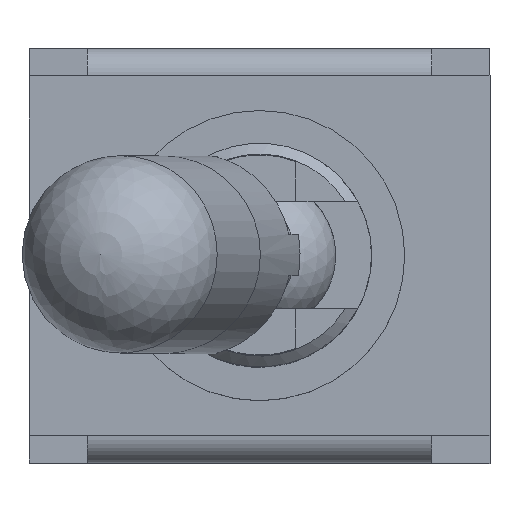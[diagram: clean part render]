
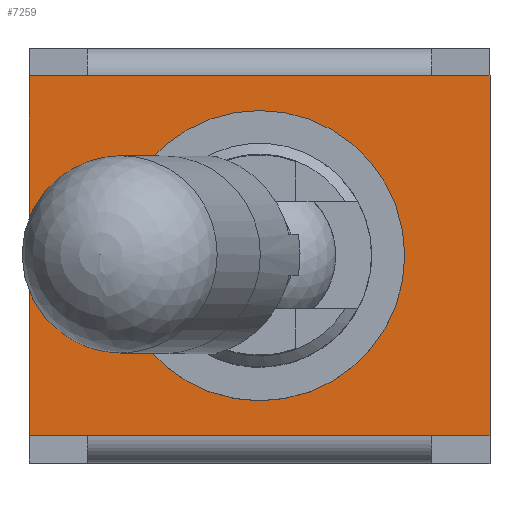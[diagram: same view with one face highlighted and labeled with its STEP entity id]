
A CAD part, top view. The second image highlights one B-rep face of the part: STEP entity #7259.
In plain terms, the highlighted planar face has unit normal (0, 0, 1).
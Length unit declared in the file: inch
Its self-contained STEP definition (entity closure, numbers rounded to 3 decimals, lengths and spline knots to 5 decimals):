
#30=FACE_BOUND('',#2784,.T.);
#225=PLANE('',#7885);
#804=LINE('',#11658,#1626);
#805=LINE('',#11660,#1627);
#806=LINE('',#11662,#1628);
#807=LINE('',#11664,#1629);
#808=LINE('',#11666,#1630);
#809=LINE('',#11668,#1631);
#810=LINE('',#11670,#1632);
#811=LINE('',#11671,#1633);
#1626=VECTOR('',#9330,0.3937);
#1627=VECTOR('',#9331,0.3937);
#1628=VECTOR('',#9332,0.3937);
#1629=VECTOR('',#9333,0.3937);
#1630=VECTOR('',#9334,0.3937);
#1631=VECTOR('',#9335,0.3937);
#1632=VECTOR('',#9336,0.3937);
#1633=VECTOR('',#9337,0.3937);
#2367=FACE_OUTER_BOUND('',#2783,.T.);
#2783=EDGE_LOOP('',(#6039,#6040,#6041,#6042,#6043,#6044,#6045,#6046));
#2784=EDGE_LOOP('',(#6047));
#3117=CIRCLE('',#7884,0.15748);
#3522=VERTEX_POINT('',#11652);
#3523=VERTEX_POINT('',#11656);
#3524=VERTEX_POINT('',#11657);
#3525=VERTEX_POINT('',#11659);
#3526=VERTEX_POINT('',#11661);
#3527=VERTEX_POINT('',#11663);
#3528=VERTEX_POINT('',#11665);
#3529=VERTEX_POINT('',#11667);
#3530=VERTEX_POINT('',#11669);
#4417=EDGE_CURVE('',#3522,#3522,#3117,.T.);
#4419=EDGE_CURVE('',#3523,#3524,#804,.T.);
#4420=EDGE_CURVE('',#3524,#3525,#805,.T.);
#4421=EDGE_CURVE('',#3525,#3526,#806,.T.);
#4422=EDGE_CURVE('',#3527,#3526,#807,.T.);
#4423=EDGE_CURVE('',#3528,#3527,#808,.T.);
#4424=EDGE_CURVE('',#3528,#3529,#809,.T.);
#4425=EDGE_CURVE('',#3529,#3530,#810,.T.);
#4426=EDGE_CURVE('',#3523,#3530,#811,.T.);
#6039=ORIENTED_EDGE('',*,*,#4419,.T.);
#6040=ORIENTED_EDGE('',*,*,#4420,.T.);
#6041=ORIENTED_EDGE('',*,*,#4421,.T.);
#6042=ORIENTED_EDGE('',*,*,#4422,.F.);
#6043=ORIENTED_EDGE('',*,*,#4423,.F.);
#6044=ORIENTED_EDGE('',*,*,#4424,.T.);
#6045=ORIENTED_EDGE('',*,*,#4425,.T.);
#6046=ORIENTED_EDGE('',*,*,#4426,.F.);
#6047=ORIENTED_EDGE('',*,*,#4417,.T.);
#7259=ADVANCED_FACE('',(#2367,#30),#225,.T.);
#7884=AXIS2_PLACEMENT_3D('',#11653,#9325,#9326);
#7885=AXIS2_PLACEMENT_3D('',#11655,#9328,#9329);
#9325=DIRECTION('center_axis',(0.,0.,
-1.));
#9326=DIRECTION('ref_axis',(-1.,0.,0.));
#9328=DIRECTION('center_axis',(0.,0.,
1.));
#9329=DIRECTION('ref_axis',(1.,0.,0.));
#9330=DIRECTION('',(1.,0.,0.));
#9331=DIRECTION('',(1.,0.,0.));
#9332=DIRECTION('',(0.,1.,0.));
#9333=DIRECTION('',(1.,0.,0.));
#9334=DIRECTION('',(1.,0.,0.));
#9335=DIRECTION('',(-1.,0.,0.));
#9336=DIRECTION('',(0.,-1.,0.));
#9337=DIRECTION('',(-1.,0.,0.));
#11652=CARTESIAN_POINT('',(0.15748,0.,0.35));
#11653=CARTESIAN_POINT('Origin',(0.,0.,
0.35));
#11655=CARTESIAN_POINT('Origin',(0.,0.19508,
0.35));
#11656=CARTESIAN_POINT('',(-0.18701,-0.19508,0.35));
#11657=CARTESIAN_POINT('',(0.18701,-0.19508,0.35));
#11658=CARTESIAN_POINT('',(0.,-0.19508,0.35));
#11659=CARTESIAN_POINT('',(0.25,-0.19508,0.35));
#11660=CARTESIAN_POINT('',(0.18701,-0.19508,0.35));
#11661=CARTESIAN_POINT('',(0.25,0.19508,0.35));
#11662=CARTESIAN_POINT('',(0.25,-0.19508,0.35));
#11663=CARTESIAN_POINT('',(0.18701,0.19508,0.35));
#11664=CARTESIAN_POINT('',(0.18701,0.19508,0.35));
#11665=CARTESIAN_POINT('',(-0.18701,0.19508,0.35));
#11666=CARTESIAN_POINT('',(0.,0.19508,0.35));
#11667=CARTESIAN_POINT('',(-0.25,0.19508,0.35));
#11668=CARTESIAN_POINT('',(-0.18701,0.19508,0.35));
#11669=CARTESIAN_POINT('',(-0.25,-0.19508,0.35));
#11670=CARTESIAN_POINT('',(-0.25,-0.19508,0.35));
#11671=CARTESIAN_POINT('',(-0.18701,-0.19508,0.35));
